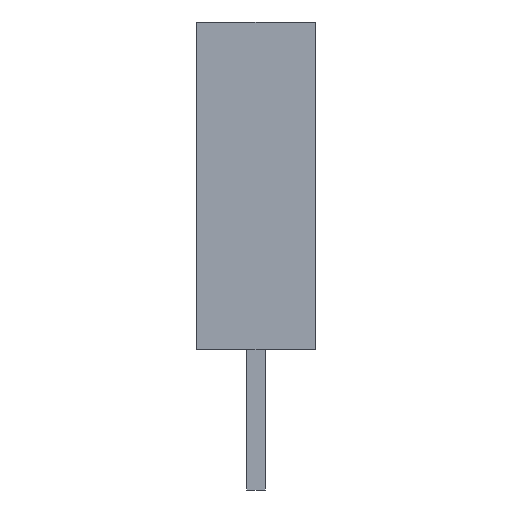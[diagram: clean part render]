
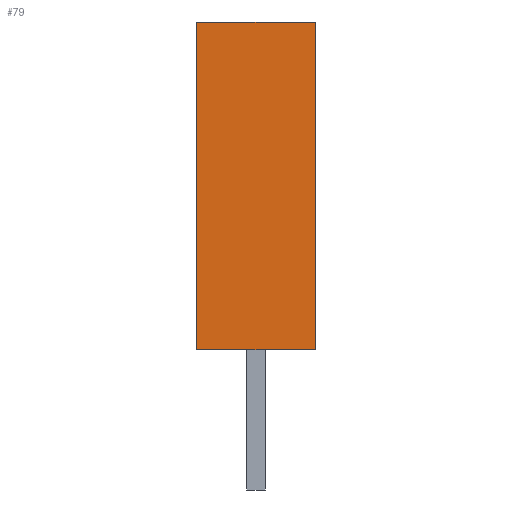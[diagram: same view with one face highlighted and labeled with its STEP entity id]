
A CAD part, front view. The second image highlights one B-rep face of the part: STEP entity #79.
In plain terms, the highlighted planar face has unit normal (0, -1, 0).
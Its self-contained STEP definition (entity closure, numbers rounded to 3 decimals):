
#13=DIRECTION('',(0.,0.,1.));
#14=DIRECTION('',(1.,0.,0.));
#55=EDGE_CURVE('',#56,#58,#60,.T.);
#56=VERTEX_POINT('',#57);
#57=CARTESIAN_POINT('',(-1.27,-1.271,0.));
#58=VERTEX_POINT('',#59);
#59=CARTESIAN_POINT('',(-1.27,-1.271,7.));
#60=LINE('',#57,#61);
#61=VECTOR('',#13,1.);
#68=DIRECTION('',(0.,1.,0.));
#79=ADVANCED_FACE('',(#80),#97,.F.);
#80=FACE_BOUND('',#81,.F.);
#81=EDGE_LOOP('',(#82,#88,#89,#94));
#82=ORIENTED_EDGE('',*,*,#83,.F.);
#83=EDGE_CURVE('',#56,#84,#86,.T.);
#84=VERTEX_POINT('',#85);
#85=CARTESIAN_POINT('',(1.27,-1.271,0.));
#86=LINE('',#57,#87);
#87=VECTOR('',#14,1.);
#88=ORIENTED_EDGE('',*,*,#55,.T.);
#89=ORIENTED_EDGE('',*,*,#90,.T.);
#90=EDGE_CURVE('',#58,#91,#93,.T.);
#91=VERTEX_POINT('',#92);
#92=CARTESIAN_POINT('',(1.27,-1.271,7.));
#93=LINE('',#59,#87);
#94=ORIENTED_EDGE('',*,*,#95,.F.);
#95=EDGE_CURVE('',#84,#91,#96,.T.);
#96=LINE('',#85,#61);
#97=PLANE('',#98);
#98=AXIS2_PLACEMENT_3D('',#57,#68,#13);
